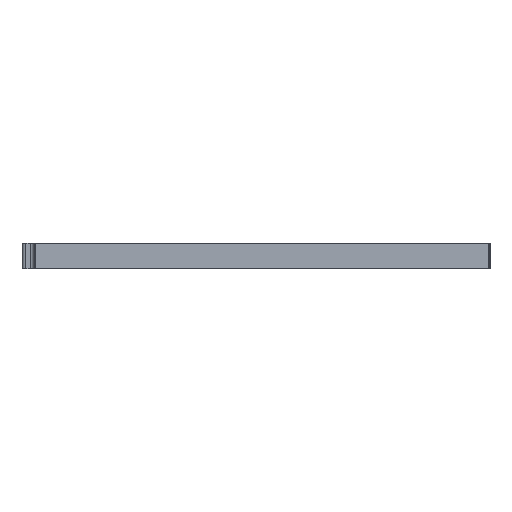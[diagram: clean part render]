
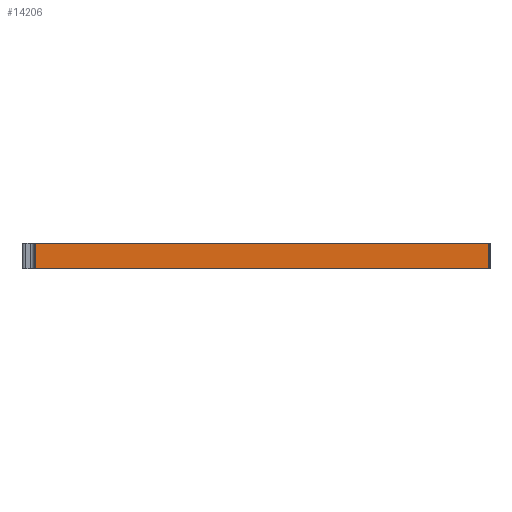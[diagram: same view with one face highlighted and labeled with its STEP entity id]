
A CAD part, top view. The second image highlights one B-rep face of the part: STEP entity #14206.
In plain terms, the highlighted planar face has unit normal (0, 0, 1).
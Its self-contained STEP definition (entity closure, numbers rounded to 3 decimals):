
#172 = EDGE_CURVE ( 'NONE', #504, #32554, #21580, .T. ) ;
#184 = CARTESIAN_POINT ( 'NONE',  ( -180.213, 4., 0. ) ) ;
#284 = CARTESIAN_POINT ( 'NONE',  ( -0.5, -6., 0. ) ) ;
#351 = FACE_OUTER_BOUND ( 'NONE', #24833, .T. ) ;
#504 = VERTEX_POINT ( 'NONE', #22936 ) ;
#776 = CARTESIAN_POINT ( 'NONE',  ( -179.713, 4., 0. ) ) ;
#2929 = DIRECTION ( 'NONE',  ( 0., 0., -1. ) ) ;
#3516 = DIRECTION ( 'NONE',  ( 0., -1., 0. ) ) ;
#4498 = EDGE_CURVE ( 'NONE', #504, #32106, #9404, .T. ) ;
#4708 = DIRECTION ( 'NONE',  ( 0., 1., 0. ) ) ;
#8891 = CARTESIAN_POINT ( 'NONE',  ( -180.213, 4., 0. ) ) ;
#9404 = LINE ( 'NONE', #8891, #12734 ) ;
#12626 = CARTESIAN_POINT ( 'NONE',  ( -180.213, -6., 0. ) ) ;
#12734 = VECTOR ( 'NONE', #29811, 1000. ) ;
#14206 = ADVANCED_FACE ( 'NONE', ( #351 ), #23570, .F. ) ;
#15183 = VECTOR ( 'NONE', #3516, 1000. ) ;
#16220 = ORIENTED_EDGE ( 'NONE', *, *, #172, .T. ) ;
#16698 = VECTOR ( 'NONE', #20857, 1000. ) ;
#18513 = CARTESIAN_POINT ( 'NONE',  ( -179.713, -6., 0. ) ) ;
#19406 = ORIENTED_EDGE ( 'NONE', *, *, #22559, .F. ) ;
#19852 = CARTESIAN_POINT ( 'NONE',  ( -0.5, 4., 0. ) ) ;
#20579 = ORIENTED_EDGE ( 'NONE', *, *, #4498, .F. ) ;
#20857 = DIRECTION ( 'NONE',  ( -1., 0., 0. ) ) ;
#21580 = LINE ( 'NONE', #776, #15183 ) ;
#22060 = CARTESIAN_POINT ( 'NONE',  ( -0.5, 4., 0. ) ) ;
#22559 = EDGE_CURVE ( 'NONE', #26314, #32554, #30980, .T. ) ;
#22936 = CARTESIAN_POINT ( 'NONE',  ( -179.713, 4., 0. ) ) ;
#23023 = VECTOR ( 'NONE', #4708, 1000. ) ;
#23570 = PLANE ( 'NONE',  #32820 ) ;
#24833 = EDGE_LOOP ( 'NONE', ( #19406, #31423, #20579, #16220 ) ) ;
#25271 = EDGE_CURVE ( 'NONE', #26314, #32106, #30465, .T. ) ;
#26314 = VERTEX_POINT ( 'NONE', #284 ) ;
#28354 = DIRECTION ( 'NONE',  ( -1., 0., 0. ) ) ;
#29811 = DIRECTION ( 'NONE',  ( 1., 0., 0. ) ) ;
#30465 = LINE ( 'NONE', #19852, #23023 ) ;
#30980 = LINE ( 'NONE', #12626, #16698 ) ;
#31423 = ORIENTED_EDGE ( 'NONE', *, *, #25271, .T. ) ;
#32106 = VERTEX_POINT ( 'NONE', #22060 ) ;
#32554 = VERTEX_POINT ( 'NONE', #18513 ) ;
#32820 = AXIS2_PLACEMENT_3D ( 'NONE', #184, #2929, #28354 ) ;
